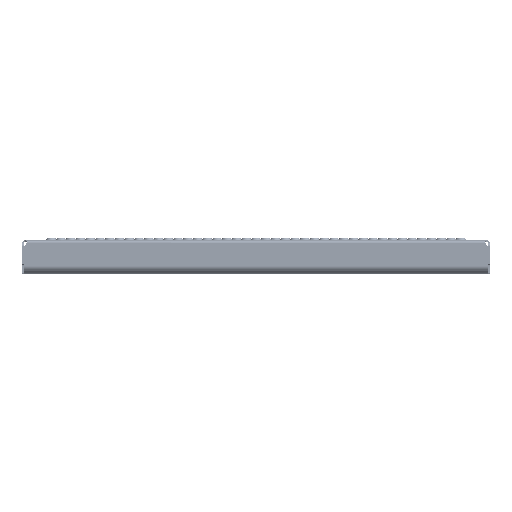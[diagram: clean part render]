
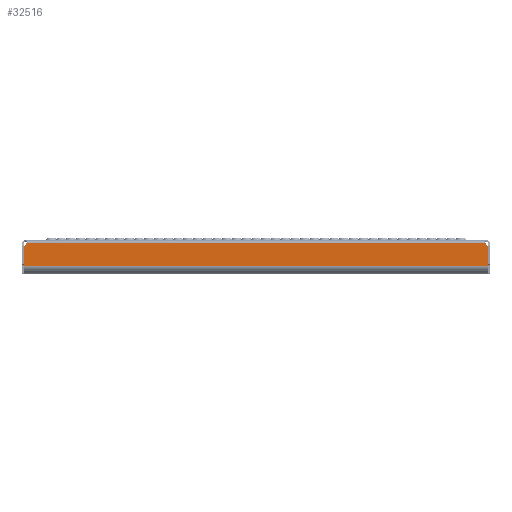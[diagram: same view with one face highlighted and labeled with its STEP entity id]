
A CAD part, top view. The second image highlights one B-rep face of the part: STEP entity #32516.
In plain terms, the highlighted planar face has unit normal (0, 0, 1).
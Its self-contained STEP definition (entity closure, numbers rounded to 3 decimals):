
#4080 = VERTEX_POINT ( 'NONE', #124723 ) ;
#4083 = VERTEX_POINT ( 'NONE', #124682 ) ;
#4088 = VERTEX_POINT ( 'NONE', #124738 ) ;
#4090 = VERTEX_POINT ( 'NONE', #124653 ) ;
#4094 = VERTEX_POINT ( 'NONE', #124688 ) ;
#4096 = VERTEX_POINT ( 'NONE', #124582 ) ;
#9297 = EDGE_LOOP ( 'NONE', ( #25819, #25830, #25806, #25827, #25834, #25848 ) ) ;
#13447 = EDGE_CURVE ( 'NONE', #4094, #4096, #147640, .T. ) ;
#13513 = EDGE_CURVE ( 'NONE', #4090, #4088, #147658, .T. ) ;
#13538 = EDGE_CURVE ( 'NONE', #4083, #4080, #147670, .T. ) ;
#13563 = EDGE_CURVE ( 'NONE', #4080, #4088, #86906, .T. ) ;
#13568 = EDGE_CURVE ( 'NONE', #4096, #4083, #147680, .T. ) ;
#13577 = EDGE_CURVE ( 'NONE', #4090, #4094, #86903, .T. ) ;
#25806 = ORIENTED_EDGE ( 'NONE', *, *, #13563, .T. ) ;
#25819 = ORIENTED_EDGE ( 'NONE', *, *, #13568, .T. ) ;
#25827 = ORIENTED_EDGE ( 'NONE', *, *, #13513, .F. ) ;
#25830 = ORIENTED_EDGE ( 'NONE', *, *, #13538, .T. ) ;
#25834 = ORIENTED_EDGE ( 'NONE', *, *, #13577, .T. ) ;
#25848 = ORIENTED_EDGE ( 'NONE', *, *, #13447, .T. ) ;
#28360 = PLANE ( 'NONE',  #159358 ) ;
#28362 = CARTESIAN_POINT ( 'NONE',  ( -299., 245.712, 125. ) ) ;
#28364 = DIRECTION ( 'NONE',  ( 0., 0., 1. ) ) ;
#28366 = DIRECTION ( 'NONE',  ( 0., -1., 0. ) ) ;
#31156 = FACE_OUTER_BOUND ( 'NONE', #9297, .T. ) ;
#32516 = ADVANCED_FACE ( 'NONE', ( #31156 ), #28360, .T. ) ;
#86849 = VECTOR ( 'NONE', #165063, 1000. ) ;
#86876 = VECTOR ( 'NONE', #165299, 1000. ) ;
#86890 = VECTOR ( 'NONE', #165350, 1000. ) ;
#86903 = CIRCLE ( 'NONE', #86916, 5. ) ;
#86906 = CIRCLE ( 'NONE', #86907, 5. ) ;
#86907 = AXIS2_PLACEMENT_3D ( 'NONE', #165400, #165402, #165404 ) ;
#86910 = VECTOR ( 'NONE', #165413, 1000. ) ;
#86916 = AXIS2_PLACEMENT_3D ( 'NONE', #165429, #165431, #165433 ) ;
#124582 = CARTESIAN_POINT ( 'NONE',  ( -297.99, -32.498, 125. ) ) ;
#124653 = CARTESIAN_POINT ( 'NONE',  ( -294.302, -4., 125. ) ) ;
#124682 = CARTESIAN_POINT ( 'NONE',  ( 297.99, -32.498, 125. ) ) ;
#124688 = CARTESIAN_POINT ( 'NONE',  ( -297.99, -7.185, 125. ) ) ;
#124723 = CARTESIAN_POINT ( 'NONE',  ( 297.99, -7.185, 125. ) ) ;
#124738 = CARTESIAN_POINT ( 'NONE',  ( 294.302, -4., 125. ) ) ;
#147640 = LINE ( 'NONE', #165061, #86849 ) ;
#147658 = LINE ( 'NONE', #165297, #86876 ) ;
#147670 = LINE ( 'NONE', #165348, #86890 ) ;
#147680 = LINE ( 'NONE', #165412, #86910 ) ;
#159358 = AXIS2_PLACEMENT_3D ( 'NONE', #28362, #28364, #28366 ) ;
#165061 = CARTESIAN_POINT ( 'NONE',  ( -297.99, -7.185, 125. ) ) ;
#165063 = DIRECTION ( 'NONE',  ( 0., -1., 0. ) ) ;
#165297 = CARTESIAN_POINT ( 'NONE',  ( -299., -4., 125. ) ) ;
#165299 = DIRECTION ( 'NONE',  ( 1., 0., 0. ) ) ;
#165348 = CARTESIAN_POINT ( 'NONE',  ( 297.99, -7.185, 125. ) ) ;
#165350 = DIRECTION ( 'NONE',  ( 0., 1., 0. ) ) ;
#165400 = CARTESIAN_POINT ( 'NONE',  ( 299., -2.288, 125. ) ) ;
#165402 = DIRECTION ( 'NONE',  ( 0., 0., -1. ) ) ;
#165404 = DIRECTION ( 'NONE',  ( 0., -1., 0. ) ) ;
#165412 = CARTESIAN_POINT ( 'NONE',  ( -297.99, -32.498, 125. ) ) ;
#165413 = DIRECTION ( 'NONE',  ( 1., 0., 0. ) ) ;
#165429 = CARTESIAN_POINT ( 'NONE',  ( -299., -2.288, 125. ) ) ;
#165431 = DIRECTION ( 'NONE',  ( 0., 0., -1. ) ) ;
#165433 = DIRECTION ( 'NONE',  ( 0., -1., 0. ) ) ;
